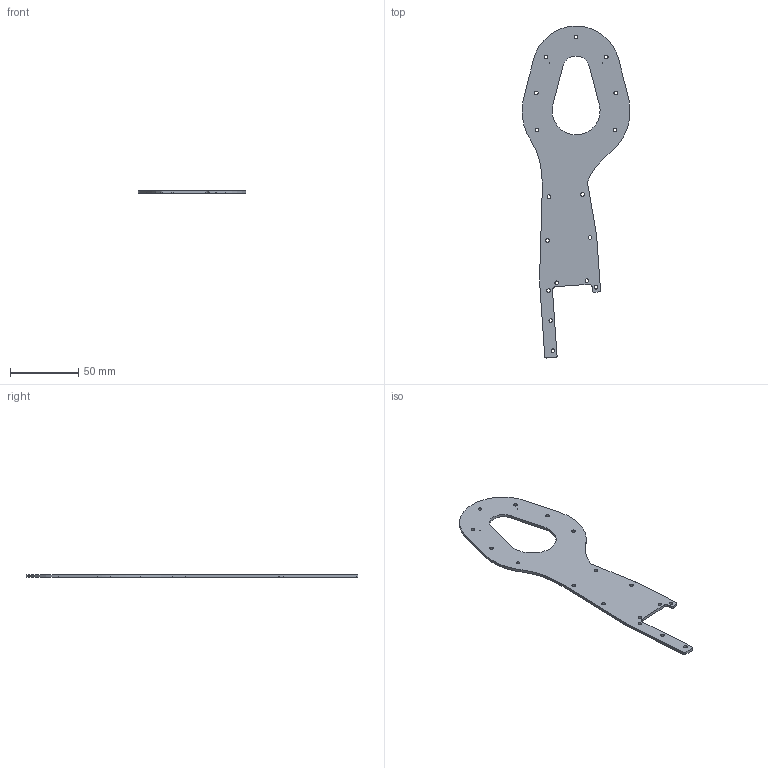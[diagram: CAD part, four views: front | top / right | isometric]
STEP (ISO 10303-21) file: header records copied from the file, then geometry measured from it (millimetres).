
FILE_DESCRIPTION (( 'STEP AP214' ), '1' );
FILE_NAME ('023_ForeArmInside_Carbon_NimbroOP_v0.1.STEP', '2012-10-07T10:52:55', ( 'schreiber' ), ( '' ), 'SwSTEP 2.0', 'SolidWorks 2012', '' );
FILE_SCHEMA (( 'AUTOMOTIVE_DESIGN' ));
Length unit declared in the file: millimetre
Products named in the file (1): 023_ForeArmInside_Carbon_NimbroOP_v0.1
Bounding box: 78.87 x 242.55 x 2 mm (x, y, z)
Volume: 17547.8 mm3; surface area: 19308.4 mm2
Topology: 1 solids, 1 shells, 75 faces, 219 edges, 146 vertices
Faces by surface type: cylinder 57, plane 18
Entity records: 2661 total; most frequent: DIRECTION 485, CARTESIAN_POINT 441, ORIENTED_EDGE 438, EDGE_CURVE 219, AXIS2_PLACEMENT_3D 190, VERTEX_POINT 146, EDGE_LOOP 115, CIRCLE 114
